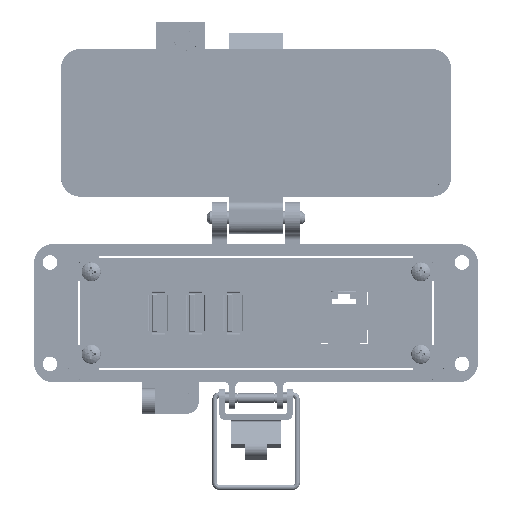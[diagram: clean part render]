
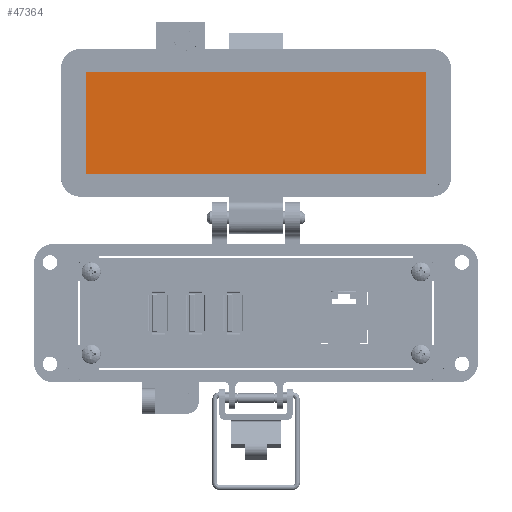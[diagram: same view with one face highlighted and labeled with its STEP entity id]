
A CAD part, top view. The second image highlights one B-rep face of the part: STEP entity #47364.
In plain terms, the highlighted planar face has unit normal (0, 0, 1).
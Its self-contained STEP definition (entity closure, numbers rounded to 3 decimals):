
#2192 = CARTESIAN_POINT ( 'NONE',  ( -8.5, 67.154, -25.55 ) ) ;
#5426 = ORIENTED_EDGE ( 'NONE', *, *, #74189, .F. ) ;
#7482 = LINE ( 'NONE', #32568, #79772 ) ;
#10015 = CARTESIAN_POINT ( 'NONE',  ( -8.5, 83.154, -25.55 ) ) ;
#10891 = CARTESIAN_POINT ( 'NONE',  ( 53.75, 51.154, -25.55 ) ) ;
#10964 = EDGE_CURVE ( 'NONE', #44667, #89252, #46823, .T. ) ;
#10981 = VECTOR ( 'NONE', #96871, 1000. ) ;
#16785 = FACE_OUTER_BOUND ( 'NONE', #96704, .T. ) ;
#19186 = VECTOR ( 'NONE', #70811, 1000. ) ;
#23837 = DIRECTION ( 'NONE',  ( 0., -1., 0. ) ) ;
#25222 = DIRECTION ( 'NONE',  ( 0., -1., 0. ) ) ;
#31272 = CARTESIAN_POINT ( 'NONE',  ( 53.75, 67.154, -25.55 ) ) ;
#32568 = CARTESIAN_POINT ( 'NONE',  ( -53.75, 67.154, -25.55 ) ) ;
#33909 = ORIENTED_EDGE ( 'NONE', *, *, #43983, .F. ) ;
#35578 = LINE ( 'NONE', #66199, #10981 ) ;
#43983 = EDGE_CURVE ( 'NONE', #80557, #44667, #86393, .T. ) ;
#44667 = VERTEX_POINT ( 'NONE', #61545 ) ;
#46154 = DIRECTION ( 'NONE',  ( 0., 1., 0. ) ) ;
#46823 = LINE ( 'NONE', #31272, #67089 ) ;
#47364 = ADVANCED_FACE ( 'NONE', ( #16785 ), #70022, .T. ) ;
#61545 = CARTESIAN_POINT ( 'NONE',  ( 53.75, 83.154, -25.55 ) ) ;
#61994 = DIRECTION ( 'NONE',  ( 0., 0., 1. ) ) ;
#63171 = ORIENTED_EDGE ( 'NONE', *, *, #10964, .F. ) ;
#64901 = ORIENTED_EDGE ( 'NONE', *, *, #72056, .F. ) ;
#66081 = VERTEX_POINT ( 'NONE', #88482 ) ;
#66199 = CARTESIAN_POINT ( 'NONE',  ( 42., 51.154, -25.55 ) ) ;
#67089 = VECTOR ( 'NONE', #25222, 1000. ) ;
#67595 = CARTESIAN_POINT ( 'NONE',  ( -53.75, 83.154, -25.55 ) ) ;
#69055 = AXIS2_PLACEMENT_3D ( 'NONE', #2192, #61994, #23837 ) ;
#70022 = PLANE ( 'NONE',  #69055 ) ;
#70811 = DIRECTION ( 'NONE',  ( 1., 0., 0. ) ) ;
#72056 = EDGE_CURVE ( 'NONE', #66081, #80557, #7482, .T. ) ;
#74189 = EDGE_CURVE ( 'NONE', #89252, #66081, #35578, .T. ) ;
#79772 = VECTOR ( 'NONE', #46154, 1000. ) ;
#80557 = VERTEX_POINT ( 'NONE', #67595 ) ;
#86393 = LINE ( 'NONE', #10015, #19186 ) ;
#88482 = CARTESIAN_POINT ( 'NONE',  ( -53.75, 51.154, -25.55 ) ) ;
#89252 = VERTEX_POINT ( 'NONE', #10891 ) ;
#96704 = EDGE_LOOP ( 'NONE', ( #33909, #64901, #5426, #63171 ) ) ;
#96871 = DIRECTION ( 'NONE',  ( -1., 0., 0. ) ) ;
